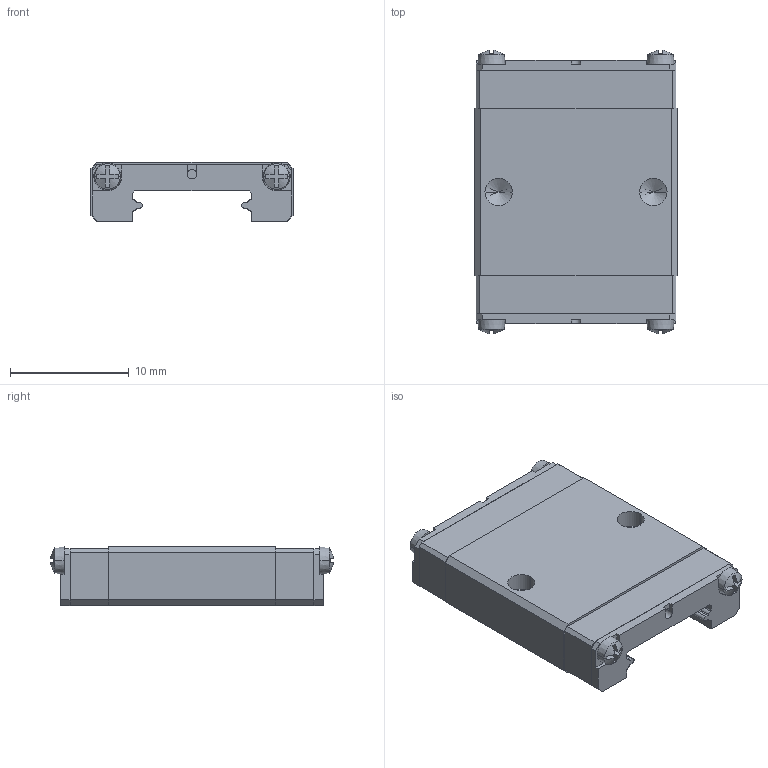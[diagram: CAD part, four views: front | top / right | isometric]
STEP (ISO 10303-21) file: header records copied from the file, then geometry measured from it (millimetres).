
FILE_DESCRIPTION(('STEP AP214'),'1');
FILE_NAME('cctmp_A92F369B-6611-41DF-89F4-34661AC25CE2_2021_11_22_14_34_40_0001..stp','2021-11-22T13:34:40',('HIWIN GmbH'),('CADClick - www.CADClick.com'),'Spatial InterOp 3D',' ','unknown authorization');
FILE_SCHEMA(('AUTOMOTIVE_DESIGN'));
Length unit declared in the file: millimetre
Products named in the file (1): MGW05CZ0HM_FILE
Bounding box: 17 x 23.86 x 5 mm (x, y, z)
Volume: 1270.2 mm3; surface area: 1297.4 mm2
Topology: 1 solids, 3 shells, 220 faces, 596 edges, 378 vertices
Faces by surface type: plane 152, cylinder 44, cone 24
Entity records: 8514 total; most frequent: CARTESIAN_POINT 1303, ORIENTED_EDGE 1184, DIRECTION 1084, EDGE_CURVE 592, LINE 430, VECTOR 430, VERTEX_POINT 378, AXIS2_PLACEMENT_3D 327
